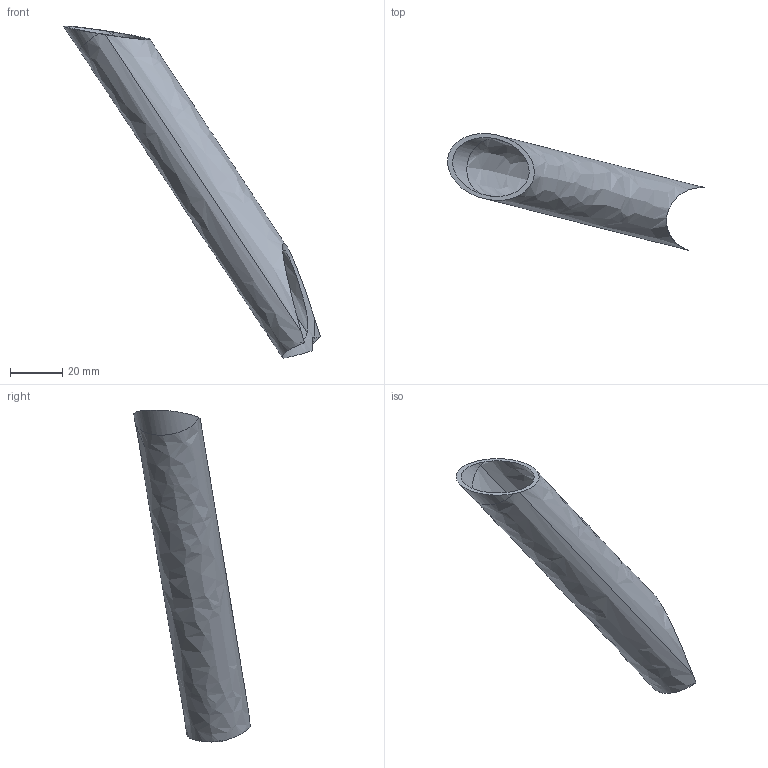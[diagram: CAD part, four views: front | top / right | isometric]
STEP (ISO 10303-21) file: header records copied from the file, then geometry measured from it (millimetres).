
FILE_DESCRIPTION(('CATIA V5 STEP Exchange'),'2;1');
FILE_NAME('59.stp','2017-12-23T19:39:34+00:00',('none'),('none'),'CATIA Version 5 Release 19 SP 2 (IN-10)','CATIA V5 STEP AP203','none');
FILE_SCHEMA(('CONFIG_CONTROL_DESIGN'));
Length unit declared in the file: millimetre
Products named in the file (1): Shape_949
Bounding box: 98.66 x 44.72 x 127.49 mm (x, y, z)
Volume: 14471.5 mm3; surface area: 19763.9 mm2
Topology: 1 solids, 1 shells, 17 faces, 46 edges, 30 vertices
Faces by surface type: cylinder 6, extrusion 5, bspline 4, plane 2
Entity records: 973 total; most frequent: CARTESIAN_POINT 587, ORIENTED_EDGE 92, EDGE_CURVE 46, B_SPLINE_CURVE_WITH_KNOTS 36, DIRECTION 32, VERTEX_POINT 30, EDGE_LOOP 18, ADVANCED_FACE 17
